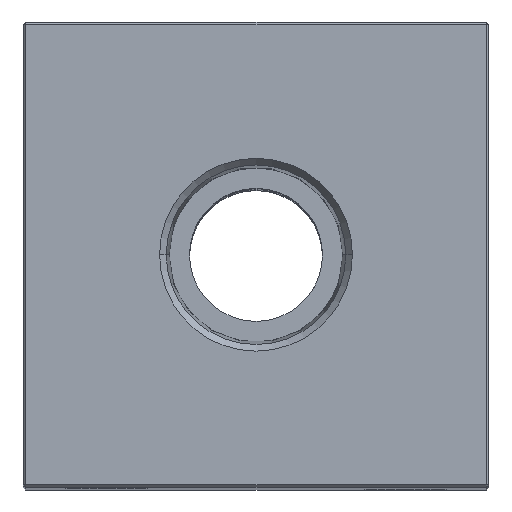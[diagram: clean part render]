
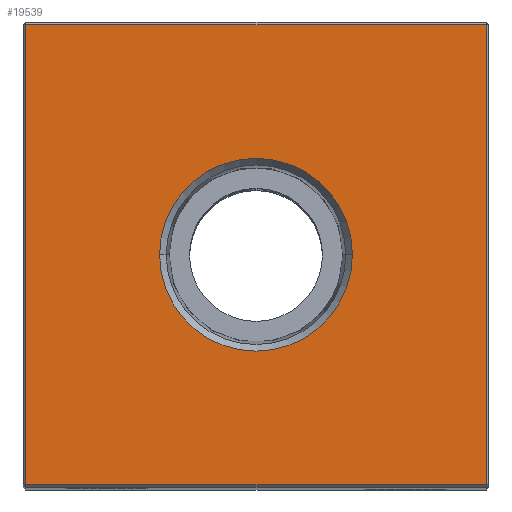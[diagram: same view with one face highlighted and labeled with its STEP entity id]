
A CAD part, top view. The second image highlights one B-rep face of the part: STEP entity #19539.
In plain terms, the highlighted planar face has unit normal (0, 0, 1).
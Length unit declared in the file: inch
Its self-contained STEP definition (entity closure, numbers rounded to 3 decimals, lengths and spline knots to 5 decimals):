
#566 = VECTOR ( 'NONE', #16949, 39.37008 ) ;
#604 = VECTOR ( 'NONE', #2753, 39.37008 ) ;
#840 = CARTESIAN_POINT ( 'NONE',  ( -0.3626, 0., 5.5 ) ) ;
#1032 = CARTESIAN_POINT ( 'NONE',  ( 0., 0., 5.5 ) ) ;
#1225 = CARTESIAN_POINT ( 'NONE',  ( 0., -0.865, 5.5 ) ) ;
#1685 = VECTOR ( 'NONE', #22710, 39.37008 ) ;
#1925 = DIRECTION ( 'NONE',  ( 1., 0., 0. ) ) ;
#2753 = DIRECTION ( 'NONE',  ( 1., 0., 0. ) ) ;
#3636 = CARTESIAN_POINT ( 'NONE',  ( 0.865, -0.865, 5.5 ) ) ;
#4434 = ORIENTED_EDGE ( 'NONE', *, *, #5288, .T. ) ;
#4539 = LINE ( 'NONE', #1225, #604 ) ;
#4648 = VERTEX_POINT ( 'NONE', #9450 ) ;
#5074 = LINE ( 'NONE', #12817, #9173 ) ;
#5288 = EDGE_CURVE ( 'NONE', #18710, #6268, #5074, .T. ) ;
#5402 = ORIENTED_EDGE ( 'NONE', *, *, #20255, .F. ) ;
#5449 = FACE_OUTER_BOUND ( 'NONE', #14832, .T. ) ;
#5527 = CIRCLE ( 'NONE', #13220, 0.3626 ) ;
#6268 = VERTEX_POINT ( 'NONE', #6445 ) ;
#6445 = CARTESIAN_POINT ( 'NONE',  ( 0.865, 0.865, 5.5 ) ) ;
#6774 = CIRCLE ( 'NONE', #7200, 0.3626 ) ;
#7200 = AXIS2_PLACEMENT_3D ( 'NONE', #21056, #16885, #17259 ) ;
#7316 = VERTEX_POINT ( 'NONE', #840 ) ;
#7446 = CARTESIAN_POINT ( 'NONE',  ( 0., 0.865, 5.5 ) ) ;
#8206 = ORIENTED_EDGE ( 'NONE', *, *, #14600, .T. ) ;
#8784 = CARTESIAN_POINT ( 'NONE',  ( -0.865, 0., 5.5 ) ) ;
#9032 = ORIENTED_EDGE ( 'NONE', *, *, #21125, .T. ) ;
#9173 = VECTOR ( 'NONE', #22296, 39.37008 ) ;
#9450 = CARTESIAN_POINT ( 'NONE',  ( -0.865, 0.865, 5.5 ) ) ;
#9651 = VERTEX_POINT ( 'NONE', #17588 ) ;
#11162 = DIRECTION ( 'NONE',  ( -1., 0., 0. ) ) ;
#11268 = EDGE_CURVE ( 'NONE', #7316, #9651, #6774, .T. ) ;
#12817 = CARTESIAN_POINT ( 'NONE',  ( 0.865, 0., 5.5 ) ) ;
#13220 = AXIS2_PLACEMENT_3D ( 'NONE', #1032, #21303, #1925 ) ;
#13363 = VERTEX_POINT ( 'NONE', #15336 ) ;
#13622 = AXIS2_PLACEMENT_3D ( 'NONE', #15095, #18881, #11162 ) ;
#14600 = EDGE_CURVE ( 'NONE', #6268, #4648, #16818, .T. ) ;
#14832 = EDGE_LOOP ( 'NONE', ( #9032, #20045, #4434, #8206 ) ) ;
#14999 = ORIENTED_EDGE ( 'NONE', *, *, #11268, .F. ) ;
#15095 = CARTESIAN_POINT ( 'NONE',  ( 0., 0., 5.5 ) ) ;
#15336 = CARTESIAN_POINT ( 'NONE',  ( -0.865, -0.865, 5.5 ) ) ;
#16818 = LINE ( 'NONE', #7446, #566 ) ;
#16885 = DIRECTION ( 'NONE',  ( 0., 0., 1. ) ) ;
#16932 = EDGE_CURVE ( 'NONE', #13363, #18710, #4539, .T. ) ;
#16949 = DIRECTION ( 'NONE',  ( -1., 0., 0. ) ) ;
#17259 = DIRECTION ( 'NONE',  ( 1., 0., 0. ) ) ;
#17588 = CARTESIAN_POINT ( 'NONE',  ( 0.3626, 0., 5.5 ) ) ;
#18405 = LINE ( 'NONE', #8784, #1685 ) ;
#18630 = FACE_BOUND ( 'NONE', #19001, .T. ) ;
#18710 = VERTEX_POINT ( 'NONE', #3636 ) ;
#18881 = DIRECTION ( 'NONE',  ( 0., 0., -1. ) ) ;
#19001 = EDGE_LOOP ( 'NONE', ( #5402, #14999 ) ) ;
#19539 = ADVANCED_FACE ( 'NONE', ( #5449, #18630 ), #20778, .F. ) ;
#20045 = ORIENTED_EDGE ( 'NONE', *, *, #16932, .T. ) ;
#20255 = EDGE_CURVE ( 'NONE', #9651, #7316, #5527, .T. ) ;
#20778 = PLANE ( 'NONE',  #13622 ) ;
#21056 = CARTESIAN_POINT ( 'NONE',  ( 0., 0., 5.5 ) ) ;
#21125 = EDGE_CURVE ( 'NONE', #4648, #13363, #18405, .T. ) ;
#21303 = DIRECTION ( 'NONE',  ( 0., 0., 1. ) ) ;
#22296 = DIRECTION ( 'NONE',  ( 0., 1., 0. ) ) ;
#22710 = DIRECTION ( 'NONE',  ( 0., -1., 0. ) ) ;
